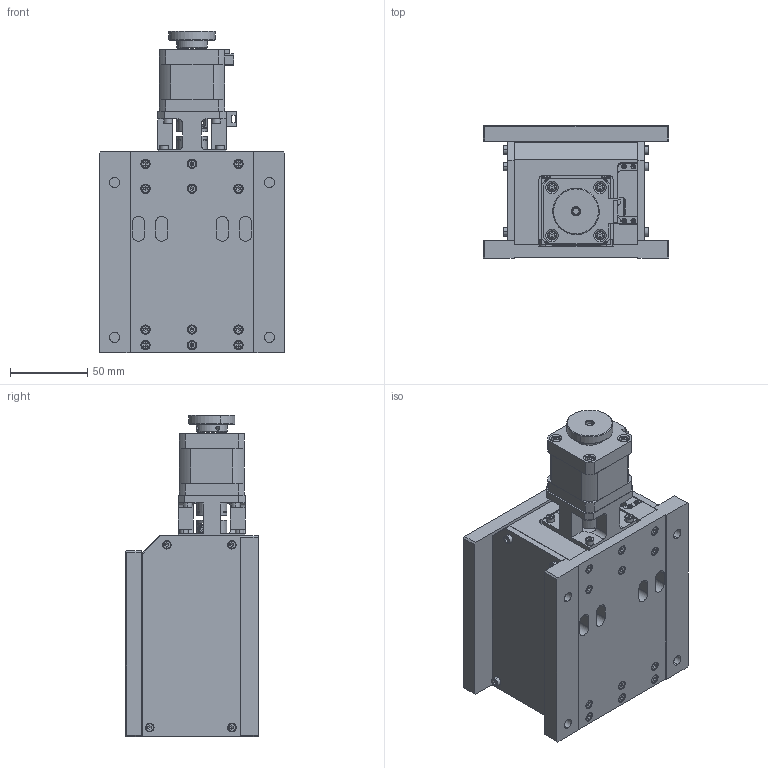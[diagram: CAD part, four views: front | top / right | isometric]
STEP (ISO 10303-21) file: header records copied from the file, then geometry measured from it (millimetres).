
FILE_DESCRIPTION (( 'STEP AP203' ), '1' );
FILE_NAME ('TBZF10-120.step', '2019-05-06T08:36:32', ( '' ), ( '' ), 'SwSTEP 2.0', 'SolidWorks 2017', '' );
FILE_SCHEMA (( 'CONFIG_CONTROL_DESIGN' ));
Length unit declared in the file: millimetre
Products named in the file (1): TBZF10-120
Bounding box: 120 x 85.5 x 207.9 mm (x, y, z)
Surface area: 135945.7 mm2 (no closed solid volume)
Topology: 0 solids, 91 shells, 1103 faces, 4141 edges, 2946 vertices
Faces by surface type: plane 635, cylinder 260, cone 107, torus 88, bspline 13
Entity records: 45850 total; most frequent: CARTESIAN_POINT 12159, DIRECTION 6780, ORIENTED_EDGE 6204, EDGE_CURVE 4065, VERTEX_POINT 2946, VECTOR 2468, LINE 2468, AXIS2_PLACEMENT_3D 2156
